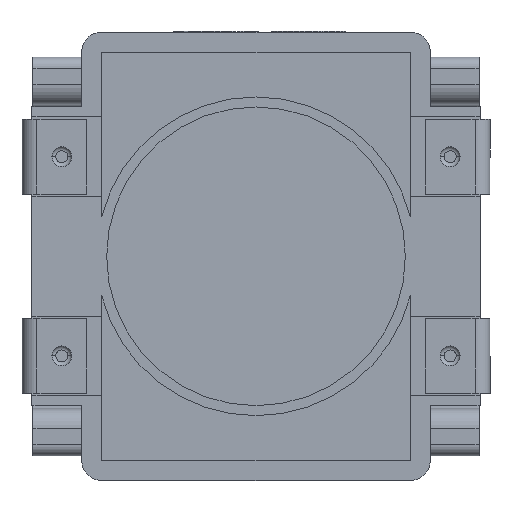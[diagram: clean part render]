
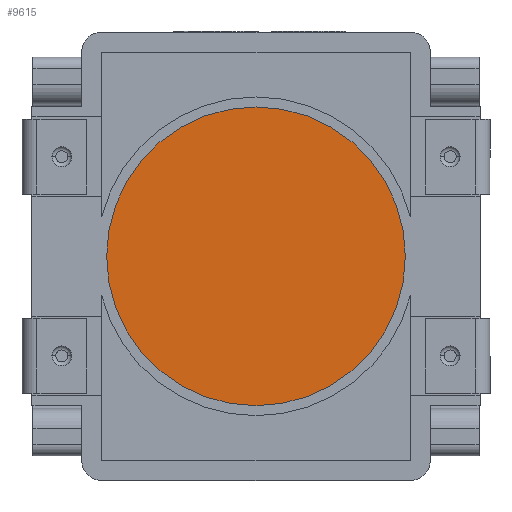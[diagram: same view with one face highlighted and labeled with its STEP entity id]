
A CAD part, top view. The second image highlights one B-rep face of the part: STEP entity #9615.
In plain terms, the highlighted planar face has unit normal (0, 0, 1).
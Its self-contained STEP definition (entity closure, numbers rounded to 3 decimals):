
#1742 = VERTEX_POINT ( 'NONE', #20755 ) ;
#2005 = DIRECTION ( 'NONE',  ( 1., 0., 0. ) ) ;
#2008 = DIRECTION ( 'NONE',  ( 0., 0., 1. ) ) ;
#2798 = DIRECTION ( 'NONE',  ( 1., 0., 0. ) ) ;
#3946 = AXIS2_PLACEMENT_3D ( 'NONE', #8394, #2008, #5475 ) ;
#5475 = DIRECTION ( 'NONE',  ( 1., 0., 0. ) ) ;
#6157 = DIRECTION ( 'NONE',  ( 0., 0., 1. ) ) ;
#6485 = CARTESIAN_POINT ( 'NONE',  ( 0., 0., 1.01 ) ) ;
#7228 = ORIENTED_EDGE ( 'NONE', *, *, #16967, .T. ) ;
#7250 = CARTESIAN_POINT ( 'NONE',  ( 0., 0., 1.01 ) ) ;
#8394 = CARTESIAN_POINT ( 'NONE',  ( 0., 0., 1.01 ) ) ;
#8763 = CIRCLE ( 'NONE', #11603, 1.5 ) ;
#9615 = ADVANCED_FACE ( 'NONE', ( #9801 ), #9691, .T. ) ;
#9691 = PLANE ( 'NONE',  #13364 ) ;
#9801 = FACE_OUTER_BOUND ( 'NONE', #21746, .T. ) ;
#9980 = CIRCLE ( 'NONE', #3946, 1.5 ) ;
#10358 = DIRECTION ( 'NONE',  ( 0., 0., 1. ) ) ;
#11603 = AXIS2_PLACEMENT_3D ( 'NONE', #7250, #10358, #2005 ) ;
#13364 = AXIS2_PLACEMENT_3D ( 'NONE', #6485, #6157, #2798 ) ;
#16231 = ORIENTED_EDGE ( 'NONE', *, *, #20420, .T. ) ;
#16967 = EDGE_CURVE ( 'NONE', #19484, #1742, #9980, .T. ) ;
#19484 = VERTEX_POINT ( 'NONE', #20615 ) ;
#20420 = EDGE_CURVE ( 'NONE', #1742, #19484, #8763, .T. ) ;
#20615 = CARTESIAN_POINT ( 'NONE',  ( -1.5, 0., 1.01 ) ) ;
#20755 = CARTESIAN_POINT ( 'NONE',  ( 1.5, 0., 1.01 ) ) ;
#21746 = EDGE_LOOP ( 'NONE', ( #7228, #16231 ) ) ;
